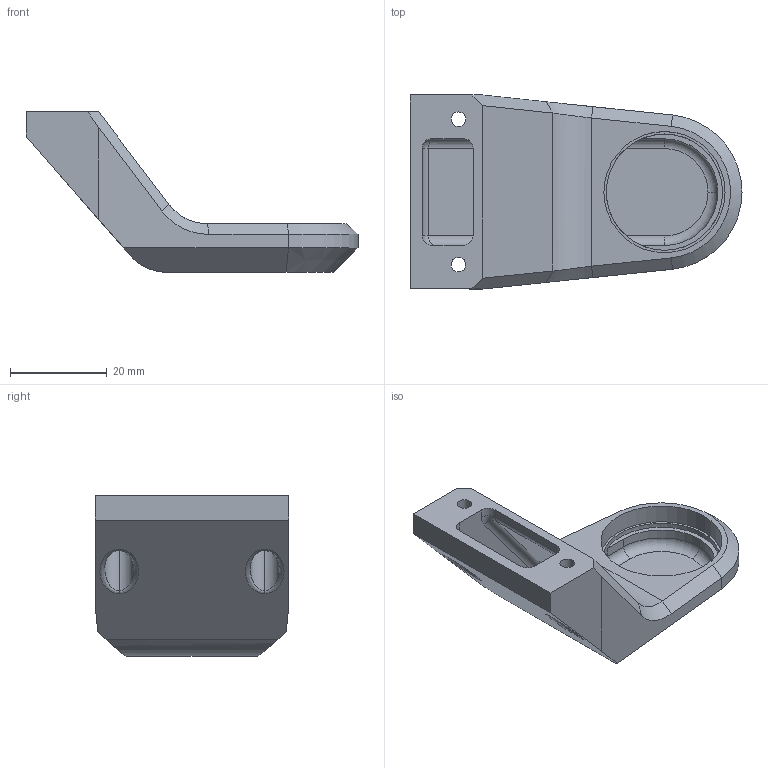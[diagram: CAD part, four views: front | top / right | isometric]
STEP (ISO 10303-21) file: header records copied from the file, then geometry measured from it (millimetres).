
FILE_DESCRIPTION (( 'STEP AP214' ), '1' );
FILE_NAME ('hip_aa_support.STEP', '2020-05-12T06:58:30', ( '' ), ( '' ), 'SwSTEP 2.0', 'SolidWorks 2017', '' );
FILE_SCHEMA (( 'AUTOMOTIVE_DESIGN' ));
Length unit declared in the file: millimetre
Products named in the file (1): hip_aa_support
Bounding box: 68.5 x 40 x 33.1 mm (x, y, z)
Volume: 17413.8 mm3; surface area: 10765.1 mm2
Topology: 1 solids, 1 shells, 83 faces, 198 edges, 120 vertices
Faces by surface type: cylinder 34, plane 30, torus 10, bspline 6, cone 3
Entity records: 2859 total; most frequent: CARTESIAN_POINT 905, DIRECTION 412, ORIENTED_EDGE 396, EDGE_CURVE 198, AXIS2_PLACEMENT_3D 156, VERTEX_POINT 120, VECTOR 100, LINE 100
